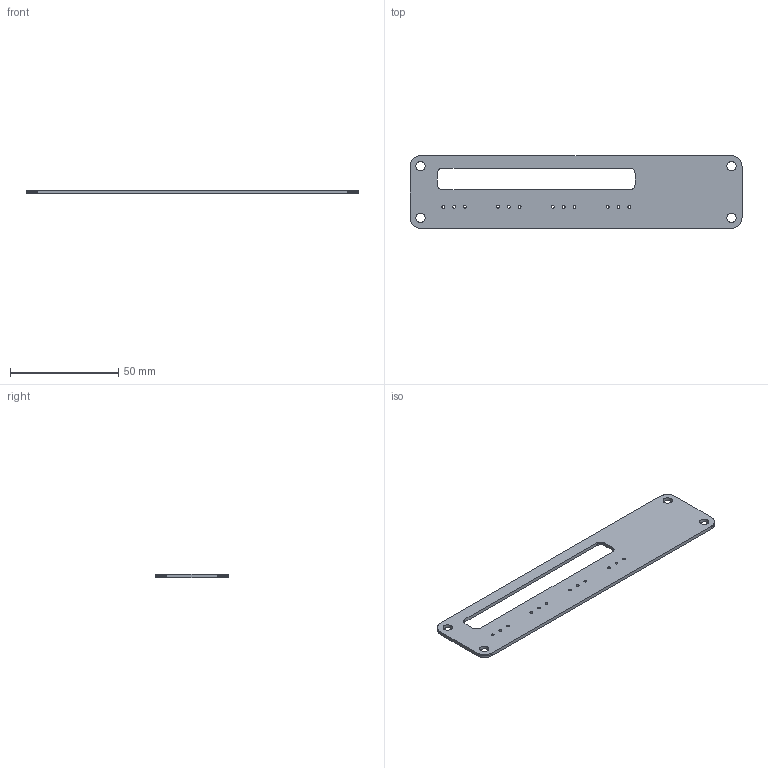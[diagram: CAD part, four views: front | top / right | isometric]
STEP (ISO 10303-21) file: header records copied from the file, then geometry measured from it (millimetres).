
FILE_DESCRIPTION(('KiCad electronic assembly'),'2;1');
FILE_NAME('Potentiometer PCB hole.step','2024-01-26T12:09:05',('Pcbnew') ,('Kicad'),'Open CASCADE STEP processor 7.7','KiCad to STEP converter' ,'Unknown');
FILE_SCHEMA(('AUTOMOTIVE_DESIGN { 1 0 10303 214 1 1 1 1 }'));
Length unit declared in the file: millimetre
Products named in the file (2): Potentiometer PCB hole 1; _autosave-Potentiometer PCB PCB
Assembly tree (1 placements, depth 2):
  Potentiometer PCB hole 1
    _autosave-Potentiometer PCB PCB
Bounding box: 153.68 x 33.68 x 1.6 mm (x, y, z)
Volume: 6650 mm3; surface area: 9381 mm2
Topology: 1 solids, 1 shells, 150 faces, 444 edges, 296 vertices
Faces by surface type: plane 134, cylinder 16
Full cylindrical faces by diameter (mm): 1.3 x12, 4.3 x4
Entity records: 10925 total; most frequent: CARTESIAN_POINT 1972, DIRECTION 1636, LINE 1268, VECTOR 1268, ORIENTED_EDGE 888, PCURVE 888, DEFINITIONAL_REPRESENTATION 888, EDGE_CURVE 444
